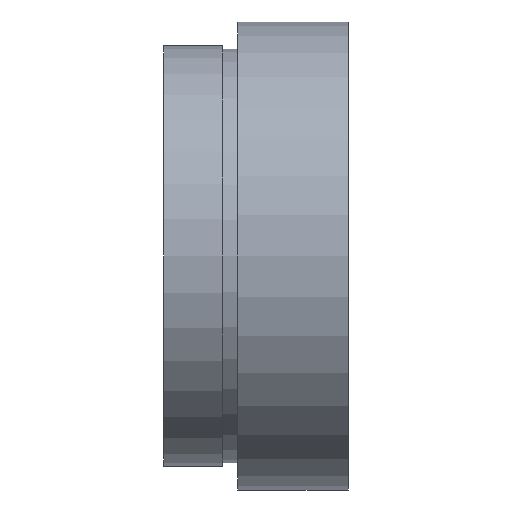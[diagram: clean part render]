
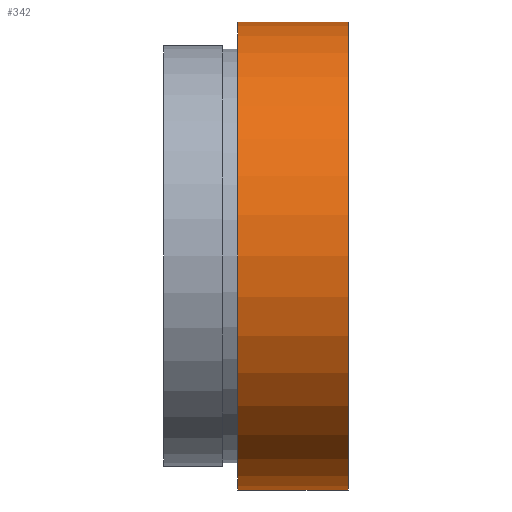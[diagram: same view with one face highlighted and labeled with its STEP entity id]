
A CAD part, left-side view. The second image highlights one B-rep face of the part: STEP entity #342.
In plain terms, the highlighted cylindrical face has radius 15.85 mm (diameter 31.7 mm), a partial arc.
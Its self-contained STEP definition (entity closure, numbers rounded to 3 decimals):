
#9 = ORIENTED_EDGE ( 'NONE', *, *, #424, .F. ) ;
#13 = CARTESIAN_POINT ( 'NONE',  ( 0., 0., 15.85 ) ) ;
#50 = DIRECTION ( 'NONE',  ( 0., 1., 0. ) ) ;
#56 = CYLINDRICAL_SURFACE ( 'NONE', #485, 15.85 ) ;
#59 = VECTOR ( 'NONE', #438, 1000. ) ;
#111 = EDGE_CURVE ( 'NONE', #492, #538, #350, .T. ) ;
#128 = EDGE_LOOP ( 'NONE', ( #243, #291, #344, #9 ) ) ;
#132 = DIRECTION ( 'NONE',  ( 0., 0., 1. ) ) ;
#151 = CARTESIAN_POINT ( 'NONE',  ( 0., 161.376, -15.85 ) ) ;
#162 = EDGE_CURVE ( 'NONE', #429, #492, #528, .T. ) ;
#192 = DIRECTION ( 'NONE',  ( 0., 0., 1. ) ) ;
#219 = DIRECTION ( 'NONE',  ( 0., 1., 0. ) ) ;
#233 = LINE ( 'NONE', #151, #59 ) ;
#243 = ORIENTED_EDGE ( 'NONE', *, *, #448, .F. ) ;
#291 = ORIENTED_EDGE ( 'NONE', *, *, #162, .T. ) ;
#307 = AXIS2_PLACEMENT_3D ( 'NONE', #525, #50, #399 ) ;
#312 = VECTOR ( 'NONE', #557, 1000. ) ;
#330 = FACE_OUTER_BOUND ( 'NONE', #128, .T. ) ;
#342 = ADVANCED_FACE ( 'NONE', ( #330 ), #56, .T. ) ;
#344 = ORIENTED_EDGE ( 'NONE', *, *, #111, .T. ) ;
#349 = CARTESIAN_POINT ( 'NONE',  ( 0., 0., -15.85 ) ) ;
#350 = LINE ( 'NONE', #419, #312 ) ;
#354 = CARTESIAN_POINT ( 'NONE',  ( 0., 7.5, 15.85 ) ) ;
#358 = CIRCLE ( 'NONE', #307, 15.85 ) ;
#399 = DIRECTION ( 'NONE',  ( 0., 0., 1. ) ) ;
#419 = CARTESIAN_POINT ( 'NONE',  ( 0., 161.376, 15.85 ) ) ;
#424 = EDGE_CURVE ( 'NONE', #510, #538, #358, .T. ) ;
#429 = VERTEX_POINT ( 'NONE', #349 ) ;
#438 = DIRECTION ( 'NONE',  ( 0., 1., 0. ) ) ;
#448 = EDGE_CURVE ( 'NONE', #429, #510, #233, .T. ) ;
#485 = AXIS2_PLACEMENT_3D ( 'NONE', #533, #575, #192 ) ;
#492 = VERTEX_POINT ( 'NONE', #13 ) ;
#510 = VERTEX_POINT ( 'NONE', #586 ) ;
#525 = CARTESIAN_POINT ( 'NONE',  ( 0., 7.5, 0. ) ) ;
#528 = CIRCLE ( 'NONE', #583, 15.85 ) ;
#533 = CARTESIAN_POINT ( 'NONE',  ( 0., 161.376, 0. ) ) ;
#538 = VERTEX_POINT ( 'NONE', #354 ) ;
#551 = CARTESIAN_POINT ( 'NONE',  ( 0., 0., 0. ) ) ;
#557 = DIRECTION ( 'NONE',  ( 0., 1., 0. ) ) ;
#575 = DIRECTION ( 'NONE',  ( 0., 1., 0. ) ) ;
#583 = AXIS2_PLACEMENT_3D ( 'NONE', #551, #219, #132 ) ;
#586 = CARTESIAN_POINT ( 'NONE',  ( 0., 7.5, -15.85 ) ) ;
